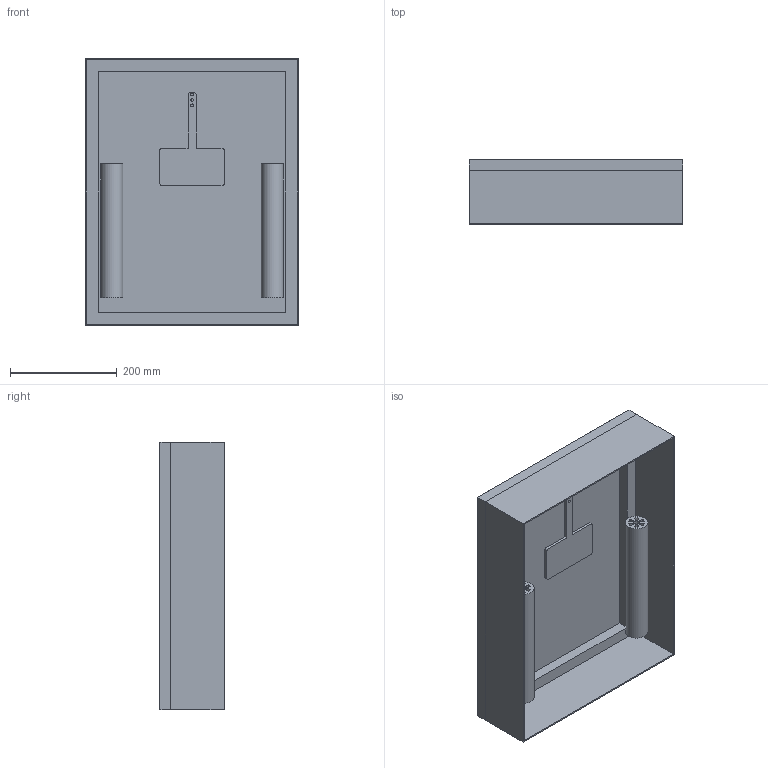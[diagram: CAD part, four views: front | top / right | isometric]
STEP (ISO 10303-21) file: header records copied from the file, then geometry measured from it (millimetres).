
FILE_DESCRIPTION(('HOOPS Exchange Step'),'2;1');
FILE_NAME('temp_export','2021-02-26T10:01:08+03:00',('mobile'),('Shapr3D Limited'),'HOOPS Exchange 2020.2','Shapr3D','Authorized');
FILE_SCHEMA( ('AP203_CONFIGURATION_CONTROLLED_3D_DESIGN_OF_MECHANICAL_PARTS_AND_ASSEMBLIES_MIM_LF') );
Length unit declared in the file: millimetre
Products named in the file (6): 0; 1DEDB60D-716B-4D99-9696-7CA30546111A.tmp
Assembly tree (5 placements, depth 3):
  1DEDB60D-716B-4D99-9696-7CA30546111A.tmp
    0
      0
      0
      0
      0
Bounding box: 400 x 120.1 x 500 mm (x, y, z)
Volume: 1856895.5 mm3; surface area: 1109961.5 mm2
Topology: 6 solids, 6 shells, 101 faces, 281 edges, 192 vertices
Faces by surface type: plane 64, cylinder 37
Full cylindrical faces by diameter (mm): 5 x3, 10 x2, 41.228 x2
Entity records: 3501 total; most frequent: DIRECTION 593, CARTESIAN_POINT 585, ORIENTED_EDGE 562, EDGE_CURVE 281, AXIS2_PLACEMENT_3D 200, VECTOR 193, LINE 193, VERTEX_POINT 192
